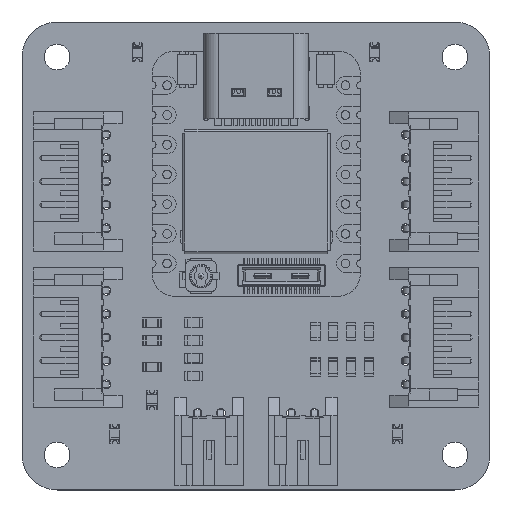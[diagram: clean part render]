
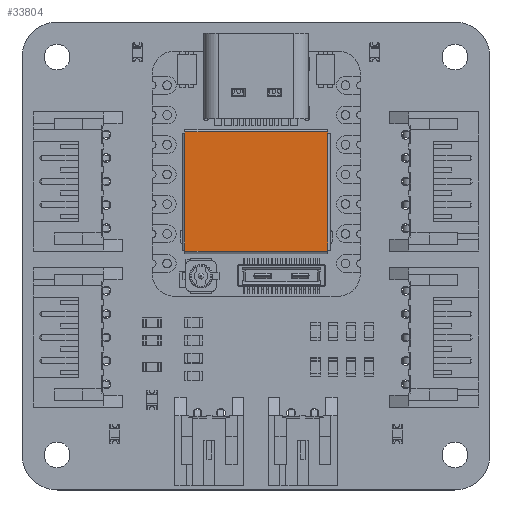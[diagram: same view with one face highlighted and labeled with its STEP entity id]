
A CAD part, top view. The second image highlights one B-rep face of the part: STEP entity #33804.
In plain terms, the highlighted face is planar.
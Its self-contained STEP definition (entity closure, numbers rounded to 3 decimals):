
#2819=FACE_OUTER_BOUND('',#4673,.T.);
#4673=EDGE_LOOP('',(#25688,#25689,#25690,#25691,#25692,#25693,#25694,#25695));
#7434=LINE('',#52191,#11279);
#7488=LINE('',#52325,#11333);
#7489=LINE('',#52330,#11334);
#7495=LINE('',#52344,#11340);
#7501=LINE('',#52358,#11346);
#7506=LINE('',#52366,#11351);
#7510=LINE('',#52373,#11355);
#7515=LINE('',#52382,#11360);
#11279=VECTOR('',#42144,10.);
#11333=VECTOR('',#42262,10.);
#11334=VECTOR('',#42267,10.);
#11340=VECTOR('',#42283,10.);
#11346=VECTOR('',#42295,10.);
#11351=VECTOR('',#42304,10.);
#11355=VECTOR('',#42312,10.);
#11360=VECTOR('',#42325,10.);
#14731=VERTEX_POINT('',#52188);
#14732=VERTEX_POINT('',#52190);
#14754=VERTEX_POINT('',#52251);
#14771=VERTEX_POINT('',#52297);
#14779=VERTEX_POINT('',#52319);
#14781=VERTEX_POINT('',#52327);
#14782=VERTEX_POINT('',#52329);
#14790=VERTEX_POINT('',#52356);
#18609=EDGE_CURVE('',#14731,#14732,#7434,.T.);
#18675=EDGE_CURVE('',#14779,#14754,#7488,.T.);
#18677=EDGE_CURVE('',#14781,#14782,#7489,.T.);
#18685=EDGE_CURVE('',#14771,#14731,#7495,.T.);
#18692=EDGE_CURVE('',#14754,#14790,#7501,.T.);
#18697=EDGE_CURVE('',#14782,#14771,#7506,.T.);
#18701=EDGE_CURVE('',#14781,#14779,#7510,.T.);
#18706=EDGE_CURVE('',#14732,#14790,#7515,.T.);
#25688=ORIENTED_EDGE('',*,*,#18706,.F.);
#25689=ORIENTED_EDGE('',*,*,#18609,.F.);
#25690=ORIENTED_EDGE('',*,*,#18685,.F.);
#25691=ORIENTED_EDGE('',*,*,#18697,.F.);
#25692=ORIENTED_EDGE('',*,*,#18677,.F.);
#25693=ORIENTED_EDGE('',*,*,#18701,.T.);
#25694=ORIENTED_EDGE('',*,*,#18675,.T.);
#25695=ORIENTED_EDGE('',*,*,#18692,.T.);
#31550=PLANE('',#36416);
#33804=ADVANCED_FACE('',(#2819),#31550,.T.);
#36416=AXIS2_PLACEMENT_3D('',#52383,#42326,#42327);
#42144=DIRECTION('',(1.,0.,0.));
#42262=DIRECTION('',(1.,0.,0.));
#42267=DIRECTION('',(0.,0.,-1.));
#42283=DIRECTION('',(1.,0.,0.));
#42295=DIRECTION('',(1.,0.,0.));
#42304=DIRECTION('',(1.,0.,0.));
#42312=DIRECTION('',(1.,0.,0.));
#42325=DIRECTION('',(0.,0.,1.));
#42326=DIRECTION('center_axis',(0.,1.,0.));
#42327=DIRECTION('ref_axis',(0.,0.,1.));
#52188=CARTESIAN_POINT('',(5.272,3.,-12.211));
#52190=CARTESIAN_POINT('',(5.372,3.,-12.211));
#52191=CARTESIAN_POINT('',(-1.462,3.,-12.211));
#52251=CARTESIAN_POINT('',(5.272,3.,-0.011));
#52297=CARTESIAN_POINT('',(-4.728,3.,-12.211));
#52319=CARTESIAN_POINT('',(-4.728,3.,-0.011));
#52325=CARTESIAN_POINT('',(-1.362,3.,-0.011));
#52327=CARTESIAN_POINT('',(-4.828,3.,-0.011));
#52329=CARTESIAN_POINT('',(-4.828,3.,-12.211));
#52330=CARTESIAN_POINT('',(-4.828,3.,-9.223));
#52344=CARTESIAN_POINT('',(-1.462,3.,-12.211));
#52356=CARTESIAN_POINT('',(5.372,3.,-0.011));
#52358=CARTESIAN_POINT('',(-1.362,3.,-0.011));
#52366=CARTESIAN_POINT('',(-1.462,3.,-12.211));
#52373=CARTESIAN_POINT('',(-1.362,3.,-0.011));
#52382=CARTESIAN_POINT('',(5.372,3.,-3.));
#52383=CARTESIAN_POINT('Origin',(1.804,3.,-6.111));
